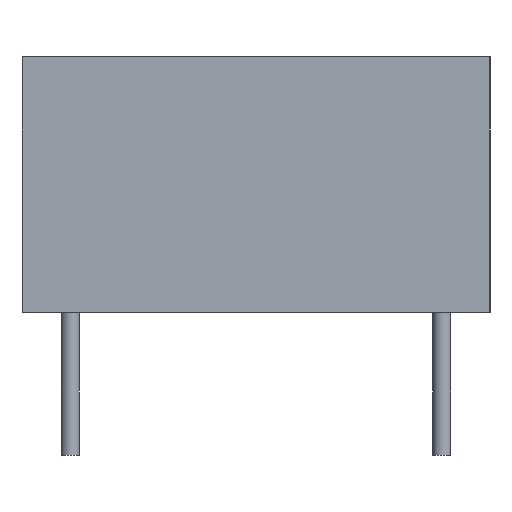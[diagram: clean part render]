
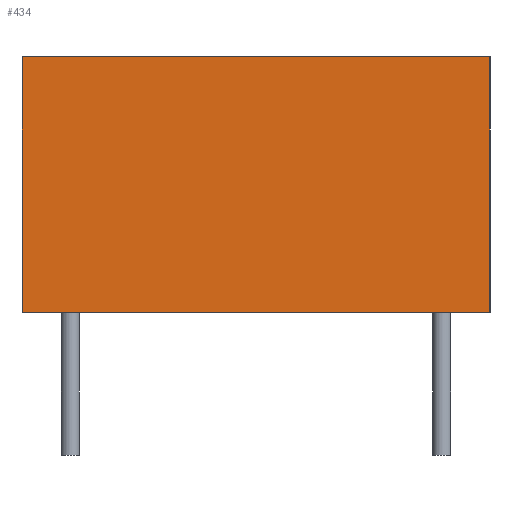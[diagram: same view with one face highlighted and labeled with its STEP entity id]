
A CAD part, left-side view. The second image highlights one B-rep face of the part: STEP entity #434.
In plain terms, the highlighted planar face has unit normal (-1, 0, 0).
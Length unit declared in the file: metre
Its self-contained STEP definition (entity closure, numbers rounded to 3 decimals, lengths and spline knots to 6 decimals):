
#15=LINE('',#965,#27);
#17=LINE('',#969,#29);
#18=LINE('',#971,#30);
#19=LINE('',#973,#31);
#27=VECTOR('',#785,1.);
#29=VECTOR('',#789,1.);
#30=VECTOR('',#790,1.);
#31=VECTOR('',#791,1.);
#74=PLANE('',#662);
#122=ORIENTED_EDGE('',*,*,#193,.T.);
#123=ORIENTED_EDGE('',*,*,#194,.F.);
#124=ORIENTED_EDGE('',*,*,#195,.F.);
#125=ORIENTED_EDGE('',*,*,#191,.T.);
#191=EDGE_CURVE('',#231,#230,#15,.T.);
#193=EDGE_CURVE('',#230,#232,#17,.T.);
#194=EDGE_CURVE('',#233,#232,#18,.T.);
#195=EDGE_CURVE('',#231,#233,#19,.T.);
#230=VERTEX_POINT('',#964);
#231=VERTEX_POINT('',#966);
#232=VERTEX_POINT('',#970);
#233=VERTEX_POINT('',#972);
#300=EDGE_LOOP('',(#122,#123,#124,#125));
#362=FACE_BOUND('',#300,.T.);
#434=ADVANCED_FACE('',(#362),#74,.F.);
#662=AXIS2_PLACEMENT_3D('',#968,#787,#788);
#785=DIRECTION('',(0.,0.,-1.));
#787=DIRECTION('',(1.,0.,0.));
#788=DIRECTION('',(0.,0.,-1.));
#789=DIRECTION('',(0.,-1.,0.));
#790=DIRECTION('',(0.,0.,-1.));
#791=DIRECTION('',(0.,-1.,0.));
#964=CARTESIAN_POINT('',(-0.02009,0.0064,0.));
#965=CARTESIAN_POINT('',(-0.02009,0.0064,0.007));
#966=CARTESIAN_POINT('',(-0.02009,0.0064,0.007));
#968=CARTESIAN_POINT('',(-0.02009,0.,0.007));
#969=CARTESIAN_POINT('',(-0.02009,0.,0.));
#970=CARTESIAN_POINT('',(-0.02009,-0.0064,0.));
#971=CARTESIAN_POINT('',(-0.02009,-0.0064,0.007));
#972=CARTESIAN_POINT('',(-0.02009,-0.0064,0.007));
#973=CARTESIAN_POINT('',(-0.02009,0.,0.007));
